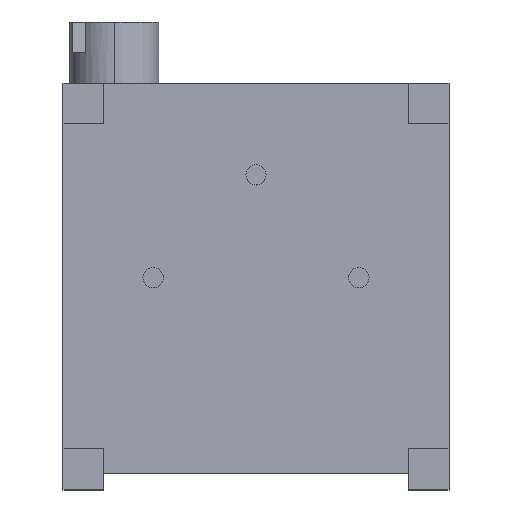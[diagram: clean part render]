
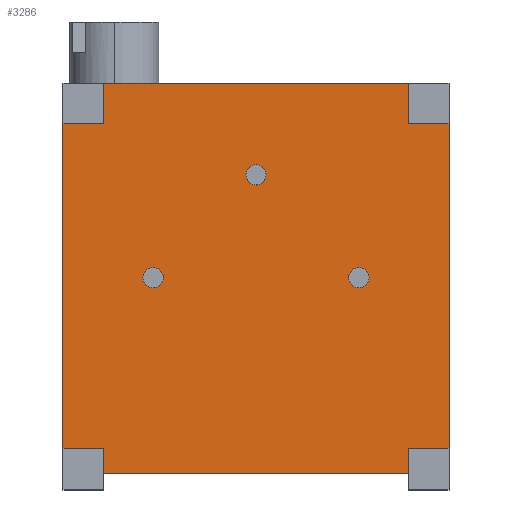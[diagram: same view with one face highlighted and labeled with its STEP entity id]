
A CAD part, top view. The second image highlights one B-rep face of the part: STEP entity #3286.
In plain terms, the highlighted planar face has unit normal (0, 0, 1).
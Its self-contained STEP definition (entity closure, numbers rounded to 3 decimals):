
#174 = VERTEX_POINT ( 'NONE', #2219 ) ;
#261 = VERTEX_POINT ( 'NONE', #7596 ) ;
#327 = CARTESIAN_POINT ( 'NONE',  ( -4.765, 9.05, 2. ) ) ;
#438 = LINE ( 'NONE', #5091, #8979 ) ;
#485 = CARTESIAN_POINT ( 'NONE',  ( 3.765, 9.05, 2. ) ) ;
#600 = EDGE_CURVE ( 'NONE', #5482, #261, #438, .T. ) ;
#605 = CARTESIAN_POINT ( 'NONE',  ( -3.765, 9.05, 2. ) ) ;
#613 = DIRECTION ( 'NONE',  ( -1., 0., 0. ) ) ;
#713 = CARTESIAN_POINT ( 'NONE',  ( -4.765, 9.05, 2. ) ) ;
#1010 = EDGE_CURVE ( 'NONE', #3176, #1811, #7576, .T. ) ;
#1291 = EDGE_CURVE ( 'NONE', #9948, #4574, #5248, .T. ) ;
#1411 = CARTESIAN_POINT ( 'NONE',  ( -4.765, 9.05, 2. ) ) ;
#1485 = CARTESIAN_POINT ( 'NONE',  ( 3.765, 0.4, 2. ) ) ;
#1502 = EDGE_CURVE ( 'NONE', #9306, #174, #7322, .T. ) ;
#1581 = ORIENTED_EDGE ( 'NONE', *, *, #1988, .T. ) ;
#1593 = DIRECTION ( 'NONE',  ( 0., 1., 0. ) ) ;
#1624 = DIRECTION ( 'NONE',  ( 1., 0., 0. ) ) ;
#1736 = CARTESIAN_POINT ( 'NONE',  ( 3.765, 1.02, 2. ) ) ;
#1760 = DIRECTION ( 'NONE',  ( 1., 0., 0. ) ) ;
#1811 = VERTEX_POINT ( 'NONE', #4616 ) ;
#1819 = EDGE_CURVE ( 'NONE', #10258, #5482, #7701, .T. ) ;
#1972 = EDGE_CURVE ( 'NONE', #261, #5695, #7173, .T. ) ;
#1988 = EDGE_CURVE ( 'NONE', #1811, #10258, #6922, .T. ) ;
#2029 = EDGE_CURVE ( 'NONE', #5807, #3176, #6659, .T. ) ;
#2135 = CARTESIAN_POINT ( 'NONE',  ( -4.765, 1.02, 2. ) ) ;
#2179 = EDGE_CURVE ( 'NONE', #9948, #5807, #6384, .T. ) ;
#2219 = CARTESIAN_POINT ( 'NONE',  ( 4.765, 9.05, 2. ) ) ;
#2265 = EDGE_CURVE ( 'NONE', #4333, #4574, #9471, .T. ) ;
#2401 = EDGE_CURVE ( 'NONE', #174, #4333, #8956, .T. ) ;
#2479 = EDGE_CURVE ( 'NONE', #5695, #9306, #4307, .T. ) ;
#2490 = VECTOR ( 'NONE', #1624, 1000. ) ;
#2885 = ORIENTED_EDGE ( 'NONE', *, *, #2179, .T. ) ;
#3089 = ORIENTED_EDGE ( 'NONE', *, *, #2401, .T. ) ;
#3134 = ORIENTED_EDGE ( 'NONE', *, *, #2029, .T. ) ;
#3137 = VECTOR ( 'NONE', #7414, 1000. ) ;
#3162 = DIRECTION ( 'NONE',  ( 0., -1., 0. ) ) ;
#3176 = VERTEX_POINT ( 'NONE', #327 ) ;
#3271 = VECTOR ( 'NONE', #3994, 1000. ) ;
#3286 = ADVANCED_FACE ( 'NONE', ( #4971 ), #5217, .T. ) ;
#3348 = ORIENTED_EDGE ( 'NONE', *, *, #2479, .T. ) ;
#3426 = ORIENTED_EDGE ( 'NONE', *, *, #1291, .F. ) ;
#3674 = VECTOR ( 'NONE', #4330, 1000. ) ;
#3842 = CARTESIAN_POINT ( 'NONE',  ( -3.765, 10.03, 2. ) ) ;
#3896 = ORIENTED_EDGE ( 'NONE', *, *, #1502, .T. ) ;
#3994 = DIRECTION ( 'NONE',  ( 0., -1., 0. ) ) ;
#4097 = CARTESIAN_POINT ( 'NONE',  ( -3.765, 0.4, 2. ) ) ;
#4246 = CARTESIAN_POINT ( 'NONE',  ( 3.765, 9.05, 2. ) ) ;
#4307 = LINE ( 'NONE', #1736, #8608 ) ;
#4330 = DIRECTION ( 'NONE',  ( 0., 1., 0. ) ) ;
#4333 = VERTEX_POINT ( 'NONE', #485 ) ;
#4366 = CARTESIAN_POINT ( 'NONE',  ( 4.765, 1.02, 2. ) ) ;
#4384 = CARTESIAN_POINT ( 'NONE',  ( -3.765, 1.02, 2. ) ) ;
#4452 = VECTOR ( 'NONE', #613, 1000. ) ;
#4485 = DIRECTION ( 'NONE',  ( -1., 0., 0. ) ) ;
#4574 = VERTEX_POINT ( 'NONE', #10756 ) ;
#4616 = CARTESIAN_POINT ( 'NONE',  ( -4.765, 1.02, 2. ) ) ;
#4971 = FACE_OUTER_BOUND ( 'NONE', #7542, .T. ) ;
#5063 = ORIENTED_EDGE ( 'NONE', *, *, #600, .T. ) ;
#5091 = CARTESIAN_POINT ( 'NONE',  ( 3.765, 0.4, 2. ) ) ;
#5114 = DIRECTION ( 'NONE',  ( 1., 0., 0. ) ) ;
#5144 = DIRECTION ( 'NONE',  ( 0., 0., 1. ) ) ;
#5217 = PLANE ( 'NONE',  #8222 ) ;
#5248 = LINE ( 'NONE', #10474, #7717 ) ;
#5355 = VECTOR ( 'NONE', #3162, 1000. ) ;
#5482 = VERTEX_POINT ( 'NONE', #7751 ) ;
#5650 = CARTESIAN_POINT ( 'NONE',  ( 0., 0., 2. ) ) ;
#5695 = VERTEX_POINT ( 'NONE', #8451 ) ;
#5807 = VERTEX_POINT ( 'NONE', #605 ) ;
#6132 = VECTOR ( 'NONE', #9852, 1000. ) ;
#6384 = LINE ( 'NONE', #9814, #6132 ) ;
#6659 = LINE ( 'NONE', #713, #4452 ) ;
#6774 = VECTOR ( 'NONE', #4485, 1000. ) ;
#6922 = LINE ( 'NONE', #2135, #2490 ) ;
#7173 = LINE ( 'NONE', #1485, #9084 ) ;
#7322 = LINE ( 'NONE', #4366, #3674 ) ;
#7414 = DIRECTION ( 'NONE',  ( 0., 1., 0. ) ) ;
#7459 = CARTESIAN_POINT ( 'NONE',  ( 3.765, 9.05, 2. ) ) ;
#7542 = EDGE_LOOP ( 'NONE', ( #2885, #3134, #9936, #1581, #8299, #5063, #8367, #3348, #3896, #3089, #9167, #3426 ) ) ;
#7576 = LINE ( 'NONE', #1411, #5355 ) ;
#7596 = CARTESIAN_POINT ( 'NONE',  ( 3.765, 0.4, 2. ) ) ;
#7701 = LINE ( 'NONE', #4097, #3271 ) ;
#7717 = VECTOR ( 'NONE', #10405, 1000. ) ;
#7751 = CARTESIAN_POINT ( 'NONE',  ( -3.765, 0.4, 2. ) ) ;
#8222 = AXIS2_PLACEMENT_3D ( 'NONE', #5650, #5144, #5114 ) ;
#8299 = ORIENTED_EDGE ( 'NONE', *, *, #1819, .T. ) ;
#8367 = ORIENTED_EDGE ( 'NONE', *, *, #1972, .T. ) ;
#8431 = CARTESIAN_POINT ( 'NONE',  ( 4.765, 1.02, 2. ) ) ;
#8451 = CARTESIAN_POINT ( 'NONE',  ( 3.765, 1.02, 2. ) ) ;
#8608 = VECTOR ( 'NONE', #1760, 1000. ) ;
#8956 = LINE ( 'NONE', #4246, #6774 ) ;
#8979 = VECTOR ( 'NONE', #10688, 1000. ) ;
#9084 = VECTOR ( 'NONE', #1593, 1000. ) ;
#9167 = ORIENTED_EDGE ( 'NONE', *, *, #2265, .T. ) ;
#9306 = VERTEX_POINT ( 'NONE', #8431 ) ;
#9471 = LINE ( 'NONE', #7459, #3137 ) ;
#9814 = CARTESIAN_POINT ( 'NONE',  ( -3.765, 9.05, 2. ) ) ;
#9852 = DIRECTION ( 'NONE',  ( 0., -1., 0. ) ) ;
#9936 = ORIENTED_EDGE ( 'NONE', *, *, #1010, .T. ) ;
#9948 = VERTEX_POINT ( 'NONE', #3842 ) ;
#10258 = VERTEX_POINT ( 'NONE', #4384 ) ;
#10405 = DIRECTION ( 'NONE',  ( 1., 0., 0. ) ) ;
#10474 = CARTESIAN_POINT ( 'NONE',  ( -4.765, 10.03, 2. ) ) ;
#10688 = DIRECTION ( 'NONE',  ( 1., 0., 0. ) ) ;
#10756 = CARTESIAN_POINT ( 'NONE',  ( 3.765, 10.03, 2. ) ) ;
